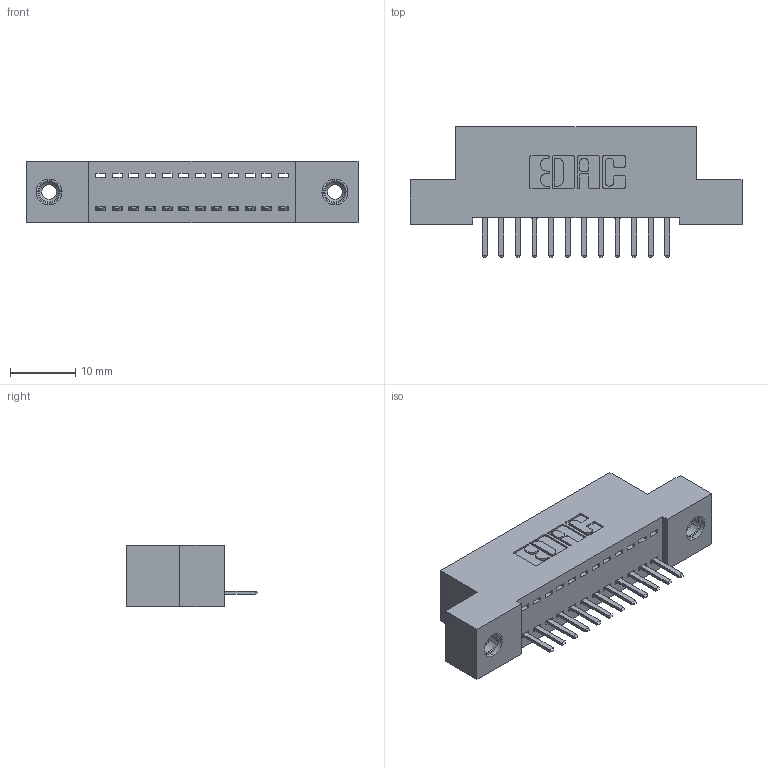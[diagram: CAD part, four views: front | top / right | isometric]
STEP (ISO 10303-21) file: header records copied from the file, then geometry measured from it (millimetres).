
FILE_DESCRIPTION (( 'STEP AP203' ), '1' );
FILE_NAME ('342-012-520-108.STEP', '2019-10-01T15:17:41', ( '' ), ( '' ), 'SwSTEP 2.0', 'SolidWorks 2016', '' );
FILE_SCHEMA (( 'CONFIG_CONTROL_DESIGN' ));
Length unit declared in the file: inch
Products named in the file (4): 342 Part_TI; 345-292-001_345-293-120; 345-250-001_345-250-003-102; 342-012-520-108
Assembly tree (15 placements, depth 2):
  342-012-520-108
    342 Part_TI
    345-292-001_345-293-120  x12
    345-250-001_345-250-003-102  x2
Bounding box: 50.8 x 20.02 x 9.4 mm (x, y, z)
Volume: 4303.4 mm3; surface area: 5666.7 mm2
Topology: 15 solids, 15 shells, 914 faces, 2643 edges, 1722 vertices
Faces by surface type: plane 626, cylinder 272, cone 12, torus 4
Entity records: 12384 total; most frequent: CARTESIAN_POINT 2133, ORIENTED_EDGE 2062, DIRECTION 1881, EDGE_CURVE 1031, LINE 879, VECTOR 879, VERTEX_POINT 680, AXIS2_PLACEMENT_3D 501
